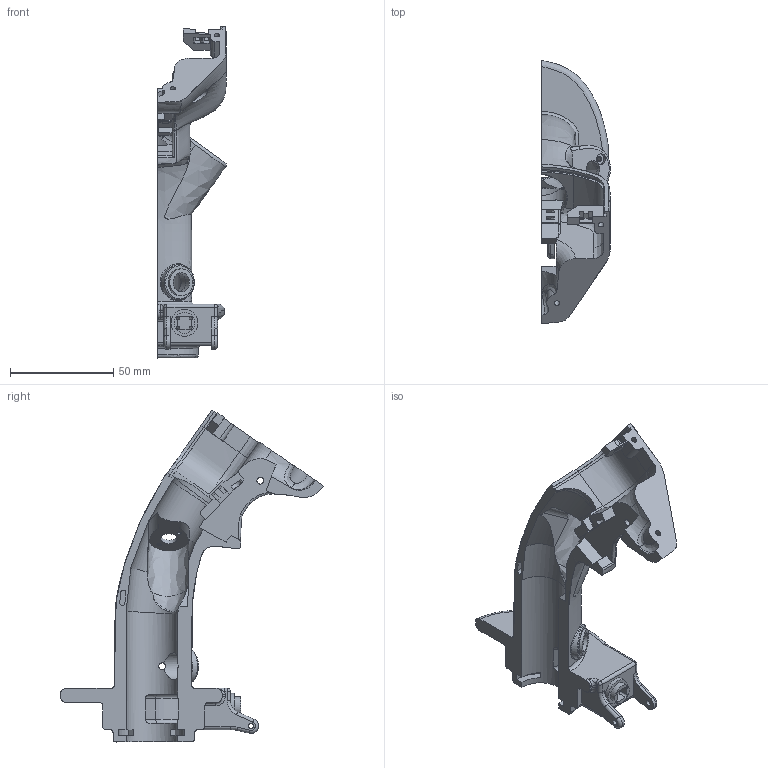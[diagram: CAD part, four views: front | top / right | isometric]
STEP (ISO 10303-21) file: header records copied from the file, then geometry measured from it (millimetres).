
FILE_DESCRIPTION(/* description */ ('STEP AP242','CAx-IF Rec.Pracs.---Representation and Presentation of Product Manufacturing Information (PMI)---4.0---2014-10-13','CAx-IF Rec.Pracs.---3D Tessellated Geometry---0.4---2014-09-14','2;1'),/* implementation_level */ '2;1');
FILE_NAME(/* name */ 'Full Assembly - Part 3',/* time_stamp */ '2025-06-24T23:24:55Z',/* author */ (''),/* organization */ (''),/* preprocessor_version */ 'ST-DEVELOPER v20',/* originating_system */ 'ONSHAPE BY PTC INC, 1.199',/* authorisation */ ' ');
FILE_SCHEMA (('AP242_MANAGED_MODEL_BASED_3D_ENGINEERING_MIM_LF { 1 0 10303 442 1 1 4 }'));
Length unit declared in the file: metre
Products named in the file (1): Part 3
Bounding box: 33.37 x 127.48 x 160.67 mm (x, y, z)
Volume: 66576 mm3; surface area: 32925.9 mm2
Topology: 1 solids, 1 shells, 357 faces, 978 edges, 618 vertices
Faces by surface type: plane 169, cylinder 86, bspline 74, torus 21, sphere 6, cone 1
Full cylindrical faces by diameter (mm): 2.2 x2, 2.5 x2, 2.65 x2, 3.3 x2, 5.2 x2, 6 x2, 8 x1, 9.3 x1, 10 x1, 13 x3, 17 x1
Entity records: 28994 total; most frequent: CARTESIAN_POINT 20716, ORIENTED_EDGE 1892, DIRECTION 1408, EDGE_CURVE 946, VERTEX_POINT 611, LINE 474, VECTOR 474, AXIS2_PLACEMENT_3D 467
